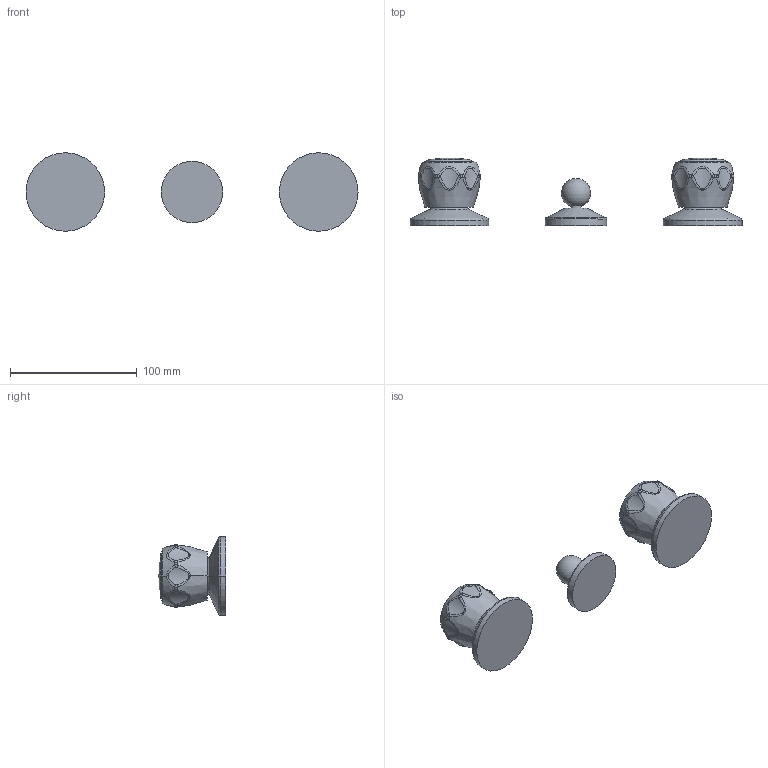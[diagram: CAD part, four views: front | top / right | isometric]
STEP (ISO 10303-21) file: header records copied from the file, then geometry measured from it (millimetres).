
FILE_DESCRIPTION((''),'2;1');
FILE_NAME('DA116CR','2021-11-09T12:58:48',('ut3'),('PAFFONI SpA'),'CREO PARAMETRIC BY PTC INC, 2020044','CREO PARAMETRIC BY PTC INC, 2020044','');
FILE_SCHEMA(('CONFIG_CONTROL_DESIGN','SHAPE_APPEARANCE_LAYERS_GROUPS'));
Length unit declared in the file: millimetre
Products named in the file (1): DA116CR
Bounding box: 262 x 53.5 x 62 mm (x, y, z)
Volume: 207173.3 mm3; surface area: 35023.1 mm2
Topology: 3 solids, 3 shells, 173 faces, 382 edges, 217 vertices
Faces by surface type: bspline 72, torus 38, cylinder 32, cone 14, plane 11, sphere 6
Entity records: 13620 total; most frequent: CARTESIAN_POINT 9002, ORIENTED_EDGE 752, DIRECTION 636, EDGE_CURVE 376, AXIS2_PLACEMENT_3D 303, VERTEX_POINT 217, CIRCLE 202, EDGE_LOOP 181
